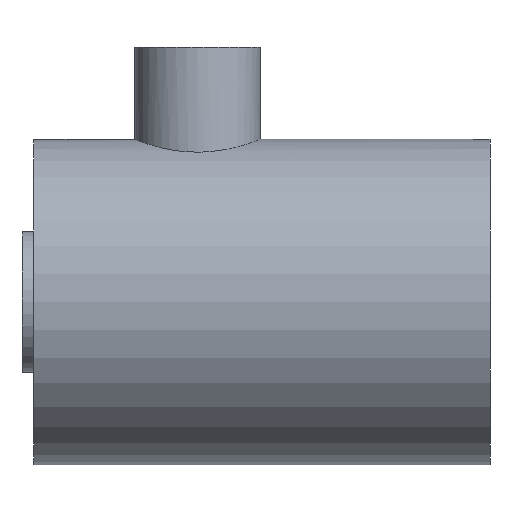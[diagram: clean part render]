
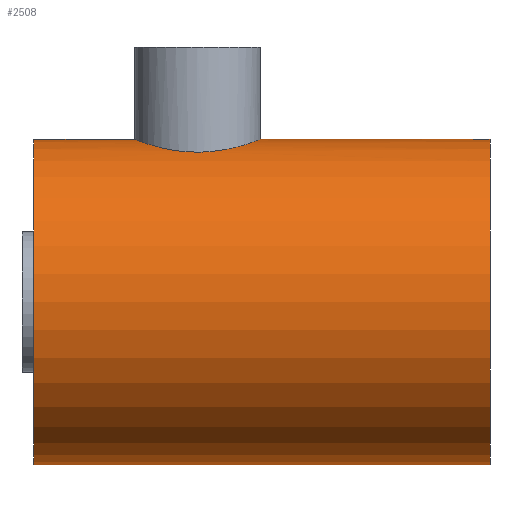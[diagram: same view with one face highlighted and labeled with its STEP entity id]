
A CAD part, left-side view. The second image highlights one B-rep face of the part: STEP entity #2508.
In plain terms, the highlighted cylindrical face has radius 52.959 mm (diameter 105.918 mm), a full revolution.
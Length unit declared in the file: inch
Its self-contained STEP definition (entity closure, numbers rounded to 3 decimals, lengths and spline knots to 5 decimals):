
#210=B_SPLINE_CURVE_WITH_KNOTS('',3,(#12952,#12953,#12954,#12955,#12956,
#12957,#12958,#12959,#12960,#12961,#12962,#12963,#12964,#12965,#12966,#12967,
#12968,#12969,#12970,#12971,#12972,#12973,#12974,#12975,#12976,#12977,#12978,
#12979,#12980,#12981,#12982,#12983,#12984,#12985,#12986,#12987,#12988,#12989,
#12990,#12991,#12992,#12993,#12994,#12995,#12996,#12997,#12998,#12999,#13000,
#13001,#13002,#13003,#13004,#13005,#13006,#13007,#13008,#13009,#13010,#13011,
#13012,#13013,#13014,#13015,#13016,#13017),.UNSPECIFIED.,.T.,.F.,(4,2,2,
2,2,2,2,2,2,2,2,2,2,2,2,2,2,2,2,2,2,2,2,2,2,2,2,2,2,2,2,2,4),(0.,0.39074,
0.78148,1.17222,1.56296,1.95336,2.34376,
2.73416,3.12455,3.51495,3.90535,4.29575,
4.68614,5.07688,5.46762,5.85836,6.24911,
6.63985,7.03059,7.42133,7.81207,8.20247,
8.59286,8.98326,9.37366,9.76406,10.15445,
10.54485,10.93525,11.32599,11.71673,12.10747,
12.49821),.UNSPECIFIED.);
#232=FACE_BOUND('',#566,.T.);
#407=FACE_OUTER_BOUND('',#565,.T.);
#565=EDGE_LOOP('',(#2255,#2256,#2257,#2258,#2259,#2260));
#566=EDGE_LOOP('',(#2261));
#701=LINE('',#13052,#836);
#836=VECTOR('',#3240,2.085);
#881=CIRCLE('',#2699,2.085);
#882=CIRCLE('',#2700,2.085);
#891=CIRCLE('',#2714,2.085);
#892=CIRCLE('',#2715,2.085);
#1127=VERTEX_POINT('',#12950);
#1128=VERTEX_POINT('',#13020);
#1129=VERTEX_POINT('',#13021);
#1138=VERTEX_POINT('',#13047);
#1139=VERTEX_POINT('',#13048);
#1498=EDGE_CURVE('',#1127,#1127,#210,.T.);
#1499=EDGE_CURVE('',#1128,#1129,#881,.T.);
#1500=EDGE_CURVE('',#1129,#1128,#882,.T.);
#1511=EDGE_CURVE('',#1138,#1139,#891,.T.);
#1512=EDGE_CURVE('',#1139,#1138,#892,.T.);
#1513=EDGE_CURVE('',#1129,#1139,#701,.T.);
#2255=ORIENTED_EDGE('',*,*,#1499,.F.);
#2256=ORIENTED_EDGE('',*,*,#1500,.F.);
#2257=ORIENTED_EDGE('',*,*,#1513,.T.);
#2258=ORIENTED_EDGE('',*,*,#1512,.T.);
#2259=ORIENTED_EDGE('',*,*,#1511,.T.);
#2260=ORIENTED_EDGE('',*,*,#1513,.F.);
#2261=ORIENTED_EDGE('',*,*,#1498,.T.);
#2363=CYLINDRICAL_SURFACE('',#2716,2.085);
#2508=ADVANCED_FACE('',(#407,#232),#2363,.T.);
#2699=AXIS2_PLACEMENT_3D('',#13022,#3202,#3203);
#2700=AXIS2_PLACEMENT_3D('',#13023,#3204,#3205);
#2714=AXIS2_PLACEMENT_3D('',#13049,#3234,#3235);
#2715=AXIS2_PLACEMENT_3D('',#13050,#3236,#3237);
#2716=AXIS2_PLACEMENT_3D('',#13051,#3238,#3239);
#3202=DIRECTION('center_axis',(0.,-1.,0.));
#3203=DIRECTION('ref_axis',(1.,0.,0.));
#3204=DIRECTION('center_axis',(0.,-1.,0.));
#3205=DIRECTION('ref_axis',(1.,0.,0.));
#3234=DIRECTION('center_axis',(0.,-1.,0.));
#3235=DIRECTION('ref_axis',(1.,0.,0.));
#3236=DIRECTION('center_axis',(0.,-1.,0.));
#3237=DIRECTION('ref_axis',(1.,0.,0.));
#3238=DIRECTION('center_axis',(0.,-1.,0.));
#3239=DIRECTION('ref_axis',(1.,0.,0.));
#3240=DIRECTION('',(0.,1.,0.));
#12950=CARTESIAN_POINT('',(-0.80709,3.75,1.92246));
#12952=CARTESIAN_POINT('Ctrl Pts',(-0.80709,3.75,1.92246));
#12953=CARTESIAN_POINT('Ctrl Pts',(-0.80709,3.80128,
1.92246));
#12954=CARTESIAN_POINT('Ctrl Pts',(-0.80212,3.85411,
1.92457));
#12955=CARTESIAN_POINT('Ctrl Pts',(-0.78143,3.95883,
1.93306));
#12956=CARTESIAN_POINT('Ctrl Pts',(-0.7657,4.01073,
1.93944));
#12957=CARTESIAN_POINT('Ctrl Pts',(-0.72437,4.10996,
1.95525));
#12958=CARTESIAN_POINT('Ctrl Pts',(-0.69872,4.15739,1.96468));
#12959=CARTESIAN_POINT('Ctrl Pts',(-0.63966,4.24499,
1.9847));
#12960=CARTESIAN_POINT('Ctrl Pts',(-0.60624,4.28515,
1.99526));
#12961=CARTESIAN_POINT('Ctrl Pts',(-0.53518,4.35621,
2.01548));
#12962=CARTESIAN_POINT('Ctrl Pts',(-0.49503,4.38963,
2.02588));
#12963=CARTESIAN_POINT('Ctrl Pts',(-0.40743,4.4487,
2.0453));
#12964=CARTESIAN_POINT('Ctrl Pts',(-0.35997,4.47436,
2.0543));
#12965=CARTESIAN_POINT('Ctrl Pts',(-0.26069,4.51571,
2.06925));
#12966=CARTESIAN_POINT('Ctrl Pts',(-0.20878,4.53144,2.07519));
#12967=CARTESIAN_POINT('Ctrl Pts',(-0.10405,4.55213,2.08306));
#12968=CARTESIAN_POINT('Ctrl Pts',(-0.05123,4.55709,
2.085));
#12969=CARTESIAN_POINT('Ctrl Pts',(0.05123,4.55709,
2.085));
#12970=CARTESIAN_POINT('Ctrl Pts',(0.10405,4.55213,2.08306));
#12971=CARTESIAN_POINT('Ctrl Pts',(0.20878,4.53144,2.07519));
#12972=CARTESIAN_POINT('Ctrl Pts',(0.26069,4.51571,2.06925));
#12973=CARTESIAN_POINT('Ctrl Pts',(0.35997,4.47436,2.0543));
#12974=CARTESIAN_POINT('Ctrl Pts',(0.40743,4.4487,2.0453));
#12975=CARTESIAN_POINT('Ctrl Pts',(0.49503,4.38963,2.02588));
#12976=CARTESIAN_POINT('Ctrl Pts',(0.53518,4.35621,2.01548));
#12977=CARTESIAN_POINT('Ctrl Pts',(0.60624,4.28515,1.99526));
#12978=CARTESIAN_POINT('Ctrl Pts',(0.63966,4.24499,1.9847));
#12979=CARTESIAN_POINT('Ctrl Pts',(0.69872,4.15739,1.96468));
#12980=CARTESIAN_POINT('Ctrl Pts',(0.72437,4.10996,1.95525));
#12981=CARTESIAN_POINT('Ctrl Pts',(0.7657,4.01073,1.93944));
#12982=CARTESIAN_POINT('Ctrl Pts',(0.78143,3.95883,1.93306));
#12983=CARTESIAN_POINT('Ctrl Pts',(0.80212,3.85411,1.92457));
#12984=CARTESIAN_POINT('Ctrl Pts',(0.80709,3.80128,1.92246));
#12985=CARTESIAN_POINT('Ctrl Pts',(0.80709,3.69872,1.92246));
#12986=CARTESIAN_POINT('Ctrl Pts',(0.80212,3.64589,1.92457));
#12987=CARTESIAN_POINT('Ctrl Pts',(0.78143,3.54117,1.93306));
#12988=CARTESIAN_POINT('Ctrl Pts',(0.7657,3.48927,1.93944));
#12989=CARTESIAN_POINT('Ctrl Pts',(0.72437,3.39004,1.95525));
#12990=CARTESIAN_POINT('Ctrl Pts',(0.69872,3.34261,1.96468));
#12991=CARTESIAN_POINT('Ctrl Pts',(0.63966,3.25501,1.9847));
#12992=CARTESIAN_POINT('Ctrl Pts',(0.60624,3.21485,1.99526));
#12993=CARTESIAN_POINT('Ctrl Pts',(0.53518,3.14379,2.01548));
#12994=CARTESIAN_POINT('Ctrl Pts',(0.49503,3.11037,2.02588));
#12995=CARTESIAN_POINT('Ctrl Pts',(0.40743,3.0513,2.0453));
#12996=CARTESIAN_POINT('Ctrl Pts',(0.35997,3.02564,2.0543));
#12997=CARTESIAN_POINT('Ctrl Pts',(0.26069,2.98429,2.06925));
#12998=CARTESIAN_POINT('Ctrl Pts',(0.20878,2.96856,2.07519));
#12999=CARTESIAN_POINT('Ctrl Pts',(0.10405,2.94787,2.08306));
#13000=CARTESIAN_POINT('Ctrl Pts',(0.05123,2.94291,
2.085));
#13001=CARTESIAN_POINT('Ctrl Pts',(-0.05123,2.94291,
2.085));
#13002=CARTESIAN_POINT('Ctrl Pts',(-0.10405,2.94787,2.08306));
#13003=CARTESIAN_POINT('Ctrl Pts',(-0.20878,2.96856,2.07519));
#13004=CARTESIAN_POINT('Ctrl Pts',(-0.26069,2.98429,
2.06925));
#13005=CARTESIAN_POINT('Ctrl Pts',(-0.35997,3.02564,
2.0543));
#13006=CARTESIAN_POINT('Ctrl Pts',(-0.40743,3.0513,
2.0453));
#13007=CARTESIAN_POINT('Ctrl Pts',(-0.49503,3.11037,
2.02588));
#13008=CARTESIAN_POINT('Ctrl Pts',(-0.53518,3.14379,
2.01548));
#13009=CARTESIAN_POINT('Ctrl Pts',(-0.60624,3.21485,
1.99526));
#13010=CARTESIAN_POINT('Ctrl Pts',(-0.63966,3.25501,
1.9847));
#13011=CARTESIAN_POINT('Ctrl Pts',(-0.69872,3.34261,1.96468));
#13012=CARTESIAN_POINT('Ctrl Pts',(-0.72437,3.39004,
1.95525));
#13013=CARTESIAN_POINT('Ctrl Pts',(-0.7657,3.48927,
1.93944));
#13014=CARTESIAN_POINT('Ctrl Pts',(-0.78143,3.54117,
1.93306));
#13015=CARTESIAN_POINT('Ctrl Pts',(-0.80212,3.64589,
1.92457));
#13016=CARTESIAN_POINT('Ctrl Pts',(-0.80709,3.69872,
1.92246));
#13017=CARTESIAN_POINT('Ctrl Pts',(-0.80709,3.75,1.92246));
#13020=CARTESIAN_POINT('',(2.085,0.,0.));
#13021=CARTESIAN_POINT('',(-2.085,0.,0.));
#13022=CARTESIAN_POINT('Origin',(0.,0.,0.));
#13023=CARTESIAN_POINT('Origin',(0.,0.,0.));
#13047=CARTESIAN_POINT('',(2.085,5.85,0.));
#13048=CARTESIAN_POINT('',(-2.085,5.85,0.));
#13049=CARTESIAN_POINT('Origin',(0.,5.85,0.));
#13050=CARTESIAN_POINT('Origin',(0.,5.85,0.));
#13051=CARTESIAN_POINT('Origin',(0.,2.925,0.));
#13052=CARTESIAN_POINT('',(-2.085,2.925,0.));
